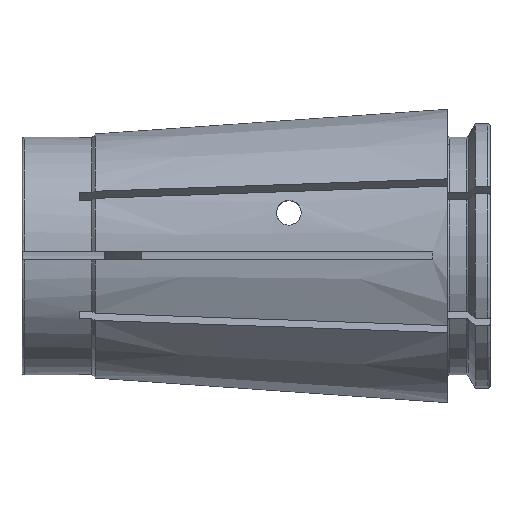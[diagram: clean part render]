
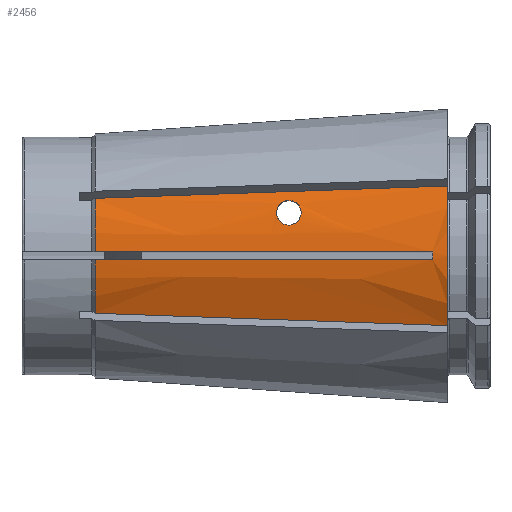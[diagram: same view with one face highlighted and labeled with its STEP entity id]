
A CAD part, top view. The second image highlights one B-rep face of the part: STEP entity #2456.
In plain terms, the highlighted conical face has half-angle 4 degrees and reference radius 16.373 mm.
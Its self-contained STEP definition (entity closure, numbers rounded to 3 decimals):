
#15=FACE_BOUND('',#344,.T.);
#35=CONICAL_SURFACE('',#2671,16.373,0.07);
#101=(
BOUNDED_CURVE()
B_SPLINE_CURVE(2,(#4170,#4171,#4172),.UNSPECIFIED.,.F.,.F.)
B_SPLINE_CURVE_WITH_KNOTS((3,3),(0.,4.118),.UNSPECIFIED.)
CURVE()
GEOMETRIC_REPRESENTATION_ITEM()
RATIONAL_B_SPLINE_CURVE((1.,1.004,1.))
REPRESENTATION_ITEM('')
);
#104=(
BOUNDED_CURVE()
B_SPLINE_CURVE(2,(#4187,#4188,#4189),.UNSPECIFIED.,.F.,.F.)
B_SPLINE_CURVE_WITH_KNOTS((3,3),(0.,4.118),.UNSPECIFIED.)
CURVE()
GEOMETRIC_REPRESENTATION_ITEM()
RATIONAL_B_SPLINE_CURVE((1.,1.004,1.))
REPRESENTATION_ITEM('')
);
#107=(
BOUNDED_CURVE()
B_SPLINE_CURVE(2,(#4210,#4211,#4212),.UNSPECIFIED.,.F.,.F.)
B_SPLINE_CURVE_WITH_KNOTS((3,3),(0.,4.298),.UNSPECIFIED.)
CURVE()
GEOMETRIC_REPRESENTATION_ITEM()
RATIONAL_B_SPLINE_CURVE((1.,1.004,1.))
REPRESENTATION_ITEM('')
);
#108=(
BOUNDED_CURVE()
B_SPLINE_CURVE(2,(#4216,#4217,#4218),.UNSPECIFIED.,.F.,.F.)
B_SPLINE_CURVE_WITH_KNOTS((3,3),(0.,4.298),.UNSPECIFIED.)
CURVE()
GEOMETRIC_REPRESENTATION_ITEM()
RATIONAL_B_SPLINE_CURVE((1.,1.004,1.))
REPRESENTATION_ITEM('')
);
#214=FACE_OUTER_BOUND('',#343,.T.);
#343=EDGE_LOOP('',(#1908,#1909,#1910,#1911,#1912,#1913,#1914,#1915));
#344=EDGE_LOOP('',(#1916,#1917));
#805=CIRCLE('',#2666,17.746);
#808=CIRCLE('',#2672,14.874);
#809=CIRCLE('',#2673,17.872);
#810=CIRCLE('',#2674,14.874);
#872=B_SPLINE_CURVE_WITH_KNOTS('',3,(#3575,#3576,#3577,#3578,#3579,#3580,
#3581,#3582,#3583,#3584,#3585,#3586,#3587,#3588,#3589,#3590,#3591,#3592,
#3593,#3594,#3595,#3596,#3597,#3598,#3599,#3600,#3601,#3602),
 .UNSPECIFIED.,.F.,.F.,(4,2,2,2,2,2,2,2,2,2,2,2,2,4),(0.,0.058,
0.117,0.177,0.237,0.296,
0.354,0.411,0.468,0.524,
0.581,0.64,0.699,0.703),
 .UNSPECIFIED.);
#873=B_SPLINE_CURVE_WITH_KNOTS('',3,(#3603,#3604,#3605,#3606,#3607,#3608,
#3609,#3610,#3611,#3612),.UNSPECIFIED.,.F.,.F.,(4,2,2,2,4),(0.703,
0.759,0.819,0.875,0.931),
 .UNSPECIFIED.);
#939=VERTEX_POINT('',#3572);
#940=VERTEX_POINT('',#3574);
#1085=VERTEX_POINT('',#4167);
#1086=VERTEX_POINT('',#4169);
#1089=VERTEX_POINT('',#4184);
#1090=VERTEX_POINT('',#4186);
#1093=VERTEX_POINT('',#4207);
#1094=VERTEX_POINT('',#4209);
#1095=VERTEX_POINT('',#4213);
#1096=VERTEX_POINT('',#4215);
#1206=EDGE_CURVE('',#940,#939,#872,.T.);
#1207=EDGE_CURVE('',#939,#940,#873,.T.);
#1393=EDGE_CURVE('',#1086,#1085,#101,.T.);
#1399=EDGE_CURVE('',#1090,#1089,#104,.T.);
#1402=EDGE_CURVE('',#1085,#1090,#805,.T.);
#1407=EDGE_CURVE('',#1089,#1093,#808,.T.);
#1408=EDGE_CURVE('',#1094,#1093,#107,.T.);
#1409=EDGE_CURVE('',#1095,#1094,#809,.T.);
#1410=EDGE_CURVE('',#1096,#1095,#108,.T.);
#1411=EDGE_CURVE('',#1096,#1086,#810,.T.);
#1908=ORIENTED_EDGE('',*,*,#1393,.T.);
#1909=ORIENTED_EDGE('',*,*,#1402,.T.);
#1910=ORIENTED_EDGE('',*,*,#1399,.T.);
#1911=ORIENTED_EDGE('',*,*,#1407,.T.);
#1912=ORIENTED_EDGE('',*,*,#1408,.F.);
#1913=ORIENTED_EDGE('',*,*,#1409,.F.);
#1914=ORIENTED_EDGE('',*,*,#1410,.F.);
#1915=ORIENTED_EDGE('',*,*,#1411,.T.);
#1916=ORIENTED_EDGE('',*,*,#1206,.T.);
#1917=ORIENTED_EDGE('',*,*,#1207,.T.);
#2456=ADVANCED_FACE('',(#214,#15),#35,.T.);
#2666=AXIS2_PLACEMENT_3D('',#4193,#3132,#3133);
#2671=AXIS2_PLACEMENT_3D('',#4206,#3142,#3143);
#2672=AXIS2_PLACEMENT_3D('',#4208,#3144,#3145);
#2673=AXIS2_PLACEMENT_3D('',#4214,#3146,#3147);
#2674=AXIS2_PLACEMENT_3D('',#4219,#3148,#3149);
#3132=DIRECTION('center_axis',(1.,0.,0.));
#3133=DIRECTION('ref_axis',(0.,1.,0.));
#3142=DIRECTION('center_axis',(1.,0.,0.));
#3143=DIRECTION('ref_axis',(0.,1.,0.));
#3144=DIRECTION('center_axis',(1.,0.,0.));
#3145=DIRECTION('ref_axis',(0.,0.,-1.));
#3146=DIRECTION('center_axis',(1.,0.,0.));
#3147=DIRECTION('ref_axis',(0.,0.,-1.));
#3148=DIRECTION('center_axis',(1.,0.,0.));
#3149=DIRECTION('ref_axis',(0.,0.,-1.));
#3572=CARTESIAN_POINT('',(-15.48,5.24,15.559));
#3574=CARTESIAN_POINT('',(-14.023,6.739,15.082));
#3575=CARTESIAN_POINT('Ctrl Pts',(-14.023,6.739,15.082));
#3576=CARTESIAN_POINT('Ctrl Pts',(-13.829,6.745,15.095));
#3577=CARTESIAN_POINT('Ctrl Pts',(-13.624,6.711,15.126));
#3578=CARTESIAN_POINT('Ctrl Pts',(-13.249,6.565,15.218));
#3579=CARTESIAN_POINT('Ctrl Pts',(-13.08,6.454,15.279));
#3580=CARTESIAN_POINT('Ctrl Pts',(-12.809,6.196,15.406));
#3581=CARTESIAN_POINT('Ctrl Pts',(-12.689,6.03,15.481));
#3582=CARTESIAN_POINT('Ctrl Pts',(-12.527,5.664,15.631));
#3583=CARTESIAN_POINT('Ctrl Pts',(-12.485,5.463,15.705));
#3584=CARTESIAN_POINT('Ctrl Pts',(-12.476,5.088,15.831));
#3585=CARTESIAN_POINT('Ctrl Pts',(-12.508,4.888,15.892));
#3586=CARTESIAN_POINT('Ctrl Pts',(-12.653,4.513,15.992));
#3587=CARTESIAN_POINT('Ctrl Pts',(-12.765,4.339,16.031));
#3588=CARTESIAN_POINT('Ctrl Pts',(-13.03,4.064,16.084));
#3589=CARTESIAN_POINT('Ctrl Pts',(-13.197,3.945,16.101));
#3590=CARTESIAN_POINT('Ctrl Pts',(-13.565,3.785,16.113));
#3591=CARTESIAN_POINT('Ctrl Pts',(-13.767,3.743,16.108));
#3592=CARTESIAN_POINT('Ctrl Pts',(-14.144,3.737,16.082));
#3593=CARTESIAN_POINT('Ctrl Pts',(-14.344,3.771,16.06));
#3594=CARTESIAN_POINT('Ctrl Pts',(-14.711,3.916,15.999));
#3595=CARTESIAN_POINT('Ctrl Pts',(-14.879,4.025,15.96));
#3596=CARTESIAN_POINT('Ctrl Pts',(-15.152,4.284,15.873));
#3597=CARTESIAN_POINT('Ctrl Pts',(-15.272,4.452,15.819));
#3598=CARTESIAN_POINT('Ctrl Pts',(-15.434,4.82,15.699));
#3599=CARTESIAN_POINT('Ctrl Pts',(-15.475,5.02,15.633));
#3600=CARTESIAN_POINT('Ctrl Pts',(-15.48,5.218,15.566));
#3601=CARTESIAN_POINT('Ctrl Pts',(-15.48,5.229,15.563));
#3602=CARTESIAN_POINT('Ctrl Pts',(-15.48,5.24,15.559));
#3603=CARTESIAN_POINT('Ctrl Pts',(-15.48,5.24,15.559));
#3604=CARTESIAN_POINT('Ctrl Pts',(-15.48,5.42,15.498));
#3605=CARTESIAN_POINT('Ctrl Pts',(-15.446,5.61,15.433));
#3606=CARTESIAN_POINT('Ctrl Pts',(-15.303,5.976,15.306));
#3607=CARTESIAN_POINT('Ctrl Pts',(-15.188,6.15,15.245));
#3608=CARTESIAN_POINT('Ctrl Pts',(-14.926,6.418,15.154));
#3609=CARTESIAN_POINT('Ctrl Pts',(-14.764,6.534,15.116));
#3610=CARTESIAN_POINT('Ctrl Pts',(-14.406,6.692,15.074));
#3611=CARTESIAN_POINT('Ctrl Pts',(-14.209,6.734,15.07));
#3612=CARTESIAN_POINT('Ctrl Pts',(-14.023,6.739,15.082));
#4167=CARTESIAN_POINT('',(3.52,0.5,17.739));
#4169=CARTESIAN_POINT('',(-37.556,0.5,14.865));
#4170=CARTESIAN_POINT('Ctrl Pts',(-37.556,0.5,14.865));
#4171=CARTESIAN_POINT('Ctrl Pts',(-18.828,0.5,16.176));
#4172=CARTESIAN_POINT('Ctrl Pts',(3.52,0.5,17.739));
#4184=CARTESIAN_POINT('',(-37.556,-0.5,14.865));
#4186=CARTESIAN_POINT('',(3.52,-0.5,17.739));
#4187=CARTESIAN_POINT('Ctrl Pts',(3.52,-0.5,17.739));
#4188=CARTESIAN_POINT('Ctrl Pts',(-18.828,-0.5,16.176));
#4189=CARTESIAN_POINT('Ctrl Pts',(-37.556,-0.5,14.865));
#4193=CARTESIAN_POINT('Origin',(3.52,0.,0.));
#4206=CARTESIAN_POINT('Origin',(-16.118,0.,
0.));
#4207=CARTESIAN_POINT('',(-37.556,-7.,13.124));
#4208=CARTESIAN_POINT('Origin',(-37.556,0.,
0.));
#4209=CARTESIAN_POINT('',(5.32,-8.499,15.722));
#4210=CARTESIAN_POINT('Ctrl Pts',(5.32,-8.499,15.722));
#4211=CARTESIAN_POINT('Ctrl Pts',(-18.083,-7.681,14.304));
#4212=CARTESIAN_POINT('Ctrl Pts',(-37.556,-7.,13.124));
#4213=CARTESIAN_POINT('',(5.32,8.499,15.722));
#4214=CARTESIAN_POINT('Origin',(5.32,0.,0.));
#4215=CARTESIAN_POINT('',(-37.556,7.,13.124));
#4216=CARTESIAN_POINT('Ctrl Pts',(-37.556,7.,13.124));
#4217=CARTESIAN_POINT('Ctrl Pts',(-18.083,7.681,14.304));
#4218=CARTESIAN_POINT('Ctrl Pts',(5.32,8.499,15.722));
#4219=CARTESIAN_POINT('Origin',(-37.556,0.,
0.));
